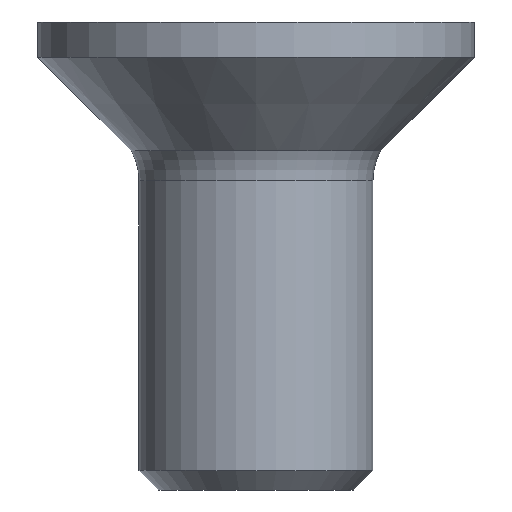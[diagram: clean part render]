
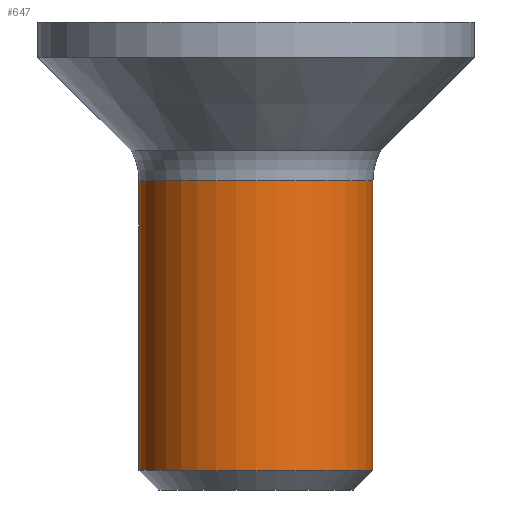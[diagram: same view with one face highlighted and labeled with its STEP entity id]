
A CAD part, front view. The second image highlights one B-rep face of the part: STEP entity #647.
In plain terms, the highlighted cylindrical face has radius 1.5 mm (diameter 3 mm), a partial arc.
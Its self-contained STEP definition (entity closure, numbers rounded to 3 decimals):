
#10 = EDGE_LOOP ( 'NONE', ( #238, #733, #303, #125 ) ) ;
#31 = EDGE_CURVE ( 'NONE', #288, #814, #707, .T. ) ;
#59 = DIRECTION ( 'NONE',  ( 0., 0., 1. ) ) ;
#80 = AXIS2_PLACEMENT_3D ( 'NONE', #911, #59, #267 ) ;
#83 = VERTEX_POINT ( 'NONE', #695 ) ;
#90 = CARTESIAN_POINT ( 'NONE',  ( 0., 0., 0. ) ) ;
#125 = ORIENTED_EDGE ( 'NONE', *, *, #31, .F. ) ;
#137 = VERTEX_POINT ( 'NONE', #847 ) ;
#158 = CARTESIAN_POINT ( 'NONE',  ( -1.5, 0., -2.037 ) ) ;
#160 = LINE ( 'NONE', #824, #404 ) ;
#188 = EDGE_CURVE ( 'NONE', #83, #137, #655, .T. ) ;
#196 = CARTESIAN_POINT ( 'NONE',  ( 0., 0., -5.75 ) ) ;
#218 = EDGE_CURVE ( 'NONE', #137, #814, #160, .T. ) ;
#227 = CARTESIAN_POINT ( 'NONE',  ( 1.5, 0., -2.037 ) ) ;
#238 = ORIENTED_EDGE ( 'NONE', *, *, #710, .F. ) ;
#267 = DIRECTION ( 'NONE',  ( 1., 0., 0. ) ) ;
#288 = VERTEX_POINT ( 'NONE', #158 ) ;
#303 = ORIENTED_EDGE ( 'NONE', *, *, #218, .T. ) ;
#329 = DIRECTION ( 'NONE',  ( 1., 0., 0. ) ) ;
#339 = CYLINDRICAL_SURFACE ( 'NONE', #714, 1.5 ) ;
#349 = DIRECTION ( 'NONE',  ( 0., 0., 1. ) ) ;
#404 = VECTOR ( 'NONE', #349, 1000. ) ;
#423 = LINE ( 'NONE', #445, #896 ) ;
#442 = DIRECTION ( 'NONE',  ( 0., 0., 1. ) ) ;
#445 = CARTESIAN_POINT ( 'NONE',  ( -1.5, 0., 0. ) ) ;
#454 = DIRECTION ( 'NONE',  ( 0., 0., 1. ) ) ;
#481 = FACE_OUTER_BOUND ( 'NONE', #10, .T. ) ;
#482 = DIRECTION ( 'NONE',  ( 1., 0., 0. ) ) ;
#493 = DIRECTION ( 'NONE',  ( 0., 0., 1. ) ) ;
#580 = AXIS2_PLACEMENT_3D ( 'NONE', #196, #493, #482 ) ;
#647 = ADVANCED_FACE ( 'NONE', ( #481 ), #339, .T. ) ;
#655 = CIRCLE ( 'NONE', #580, 1.5 ) ;
#695 = CARTESIAN_POINT ( 'NONE',  ( -1.5, 0., -5.75 ) ) ;
#707 = CIRCLE ( 'NONE', #80, 1.5 ) ;
#710 = EDGE_CURVE ( 'NONE', #83, #288, #423, .T. ) ;
#714 = AXIS2_PLACEMENT_3D ( 'NONE', #90, #454, #329 ) ;
#733 = ORIENTED_EDGE ( 'NONE', *, *, #188, .T. ) ;
#814 = VERTEX_POINT ( 'NONE', #227 ) ;
#824 = CARTESIAN_POINT ( 'NONE',  ( 1.5, 0., 0. ) ) ;
#847 = CARTESIAN_POINT ( 'NONE',  ( 1.5, 0., -5.75 ) ) ;
#896 = VECTOR ( 'NONE', #442, 1000. ) ;
#911 = CARTESIAN_POINT ( 'NONE',  ( 0., 0., -2.037 ) ) ;
